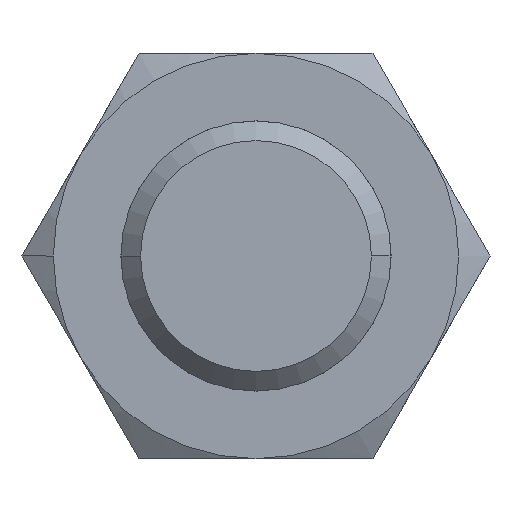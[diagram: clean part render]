
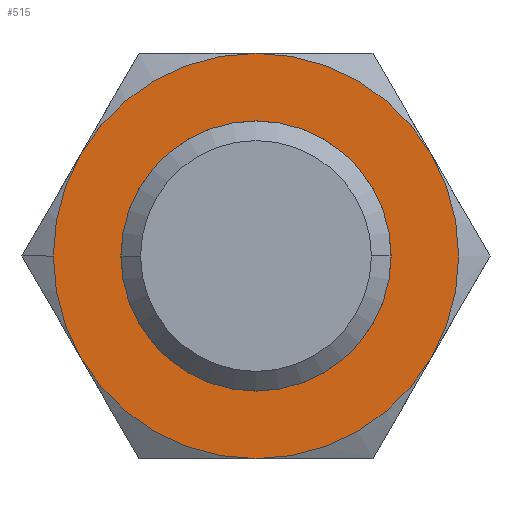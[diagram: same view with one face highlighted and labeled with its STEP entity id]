
A CAD part, front view. The second image highlights one B-rep face of the part: STEP entity #515.
In plain terms, the highlighted planar face has unit normal (0, -1, 0).
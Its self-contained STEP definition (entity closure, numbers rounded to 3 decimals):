
#17 = CARTESIAN_POINT ( 'NONE',  ( 0., 0., 0. ) ) ;
#37 = EDGE_CURVE ( 'NONE', #395, #535, #409, .T. ) ;
#48 = CARTESIAN_POINT ( 'NONE',  ( 0., 0., 0. ) ) ;
#54 = FACE_OUTER_BOUND ( 'NONE', #168, .T. ) ;
#59 = AXIS2_PLACEMENT_3D ( 'NONE', #169, #599, #459 ) ;
#60 = CARTESIAN_POINT ( 'NONE',  ( 0., 0., 0. ) ) ;
#72 = CARTESIAN_POINT ( 'NONE',  ( 0., 0., 0. ) ) ;
#80 = VERTEX_POINT ( 'NONE', #417 ) ;
#86 = ORIENTED_EDGE ( 'NONE', *, *, #934, .F. ) ;
#104 = CARTESIAN_POINT ( 'NONE',  ( 7.794, 0., 4.5 ) ) ;
#108 = AXIS2_PLACEMENT_3D ( 'NONE', #72, #785, #129 ) ;
#122 = VERTEX_POINT ( 'NONE', #263 ) ;
#129 = DIRECTION ( 'NONE',  ( -1., 0., 0. ) ) ;
#132 = ORIENTED_EDGE ( 'NONE', *, *, #201, .F. ) ;
#143 = PLANE ( 'NONE',  #167 ) ;
#147 = DIRECTION ( 'NONE',  ( -1., 0., 0. ) ) ;
#167 = AXIS2_PLACEMENT_3D ( 'NONE', #283, #649, #726 ) ;
#168 = EDGE_LOOP ( 'NONE', ( #86, #793, #132, #601, #257, #867, #635 ) ) ;
#169 = CARTESIAN_POINT ( 'NONE',  ( 0., 0., 0. ) ) ;
#196 = CIRCLE ( 'NONE', #682, 9. ) ;
#201 = EDGE_CURVE ( 'NONE', #122, #274, #196, .T. ) ;
#204 = DIRECTION ( 'NONE',  ( 0., 1., 0. ) ) ;
#211 = AXIS2_PLACEMENT_3D ( 'NONE', #747, #743, #311 ) ;
#240 = CIRCLE ( 'NONE', #781, 9. ) ;
#242 = CARTESIAN_POINT ( 'NONE',  ( -6., 0., 0. ) ) ;
#253 = CARTESIAN_POINT ( 'NONE',  ( 6., 0., 0. ) ) ;
#257 = ORIENTED_EDGE ( 'NONE', *, *, #849, .F. ) ;
#258 = CIRCLE ( 'NONE', #873, 6. ) ;
#263 = CARTESIAN_POINT ( 'NONE',  ( -7.794, 0., -4.5 ) ) ;
#274 = VERTEX_POINT ( 'NONE', #310 ) ;
#283 = CARTESIAN_POINT ( 'NONE',  ( 9., 0., 0. ) ) ;
#296 = DIRECTION ( 'NONE',  ( -1., 0., 0. ) ) ;
#298 = AXIS2_PLACEMENT_3D ( 'NONE', #357, #584, #938 ) ;
#303 = DIRECTION ( 'NONE',  ( 0., 1., 0. ) ) ;
#310 = CARTESIAN_POINT ( 'NONE',  ( -9., 0., 0. ) ) ;
#311 = DIRECTION ( 'NONE',  ( -1., 0., 0. ) ) ;
#321 = CARTESIAN_POINT ( 'NONE',  ( 0., 0., -9. ) ) ;
#349 = AXIS2_PLACEMENT_3D ( 'NONE', #839, #303, #464 ) ;
#357 = CARTESIAN_POINT ( 'NONE',  ( 0., 0., 0. ) ) ;
#361 = VERTEX_POINT ( 'NONE', #321 ) ;
#363 = CIRCLE ( 'NONE', #567, 9. ) ;
#381 = CIRCLE ( 'NONE', #59, 9. ) ;
#395 = VERTEX_POINT ( 'NONE', #104 ) ;
#409 = CIRCLE ( 'NONE', #211, 9. ) ;
#417 = CARTESIAN_POINT ( 'NONE',  ( -7.794, 0., 4.5 ) ) ;
#426 = CIRCLE ( 'NONE', #108, 6. ) ;
#437 = DIRECTION ( 'NONE',  ( 0., 1., 0. ) ) ;
#459 = DIRECTION ( 'NONE',  ( -1., 0., 0. ) ) ;
#464 = DIRECTION ( 'NONE',  ( -1., 0., 0. ) ) ;
#471 = DIRECTION ( 'NONE',  ( -1., 0., 0. ) ) ;
#472 = ORIENTED_EDGE ( 'NONE', *, *, #646, .T. ) ;
#478 = CARTESIAN_POINT ( 'NONE',  ( 0., 0., 9. ) ) ;
#481 = VERTEX_POINT ( 'NONE', #478 ) ;
#490 = ORIENTED_EDGE ( 'NONE', *, *, #739, .T. ) ;
#495 = CARTESIAN_POINT ( 'NONE',  ( 7.794, 0., -4.5 ) ) ;
#515 = ADVANCED_FACE ( 'NONE', ( #54, #798 ), #143, .F. ) ;
#535 = VERTEX_POINT ( 'NONE', #495 ) ;
#567 = AXIS2_PLACEMENT_3D ( 'NONE', #17, #437, #296 ) ;
#568 = EDGE_CURVE ( 'NONE', #274, #80, #783, .T. ) ;
#584 = DIRECTION ( 'NONE',  ( 0., 1., 0. ) ) ;
#591 = CARTESIAN_POINT ( 'NONE',  ( 0., 0., 0. ) ) ;
#599 = DIRECTION ( 'NONE',  ( 0., 1., 0. ) ) ;
#601 = ORIENTED_EDGE ( 'NONE', *, *, #816, .F. ) ;
#633 = DIRECTION ( 'NONE',  ( -1., 0., 0. ) ) ;
#635 = ORIENTED_EDGE ( 'NONE', *, *, #944, .F. ) ;
#646 = EDGE_CURVE ( 'NONE', #801, #858, #426, .T. ) ;
#649 = DIRECTION ( 'NONE',  ( 0., 1., 0. ) ) ;
#682 = AXIS2_PLACEMENT_3D ( 'NONE', #48, #204, #471 ) ;
#726 = DIRECTION ( 'NONE',  ( -1., 0., 0. ) ) ;
#739 = EDGE_CURVE ( 'NONE', #858, #801, #258, .T. ) ;
#743 = DIRECTION ( 'NONE',  ( 0., 1., 0. ) ) ;
#747 = CARTESIAN_POINT ( 'NONE',  ( 0., 0., 0. ) ) ;
#781 = AXIS2_PLACEMENT_3D ( 'NONE', #591, #799, #147 ) ;
#783 = CIRCLE ( 'NONE', #298, 9. ) ;
#785 = DIRECTION ( 'NONE',  ( 0., 1., 0. ) ) ;
#793 = ORIENTED_EDGE ( 'NONE', *, *, #568, .F. ) ;
#798 = FACE_BOUND ( 'NONE', #933, .T. ) ;
#799 = DIRECTION ( 'NONE',  ( 0., 1., 0. ) ) ;
#801 = VERTEX_POINT ( 'NONE', #253 ) ;
#804 = DIRECTION ( 'NONE',  ( 0., 1., 0. ) ) ;
#816 = EDGE_CURVE ( 'NONE', #361, #122, #381, .T. ) ;
#839 = CARTESIAN_POINT ( 'NONE',  ( 0., 0., 0. ) ) ;
#849 = EDGE_CURVE ( 'NONE', #535, #361, #920, .T. ) ;
#858 = VERTEX_POINT ( 'NONE', #242 ) ;
#867 = ORIENTED_EDGE ( 'NONE', *, *, #37, .F. ) ;
#873 = AXIS2_PLACEMENT_3D ( 'NONE', #60, #804, #633 ) ;
#920 = CIRCLE ( 'NONE', #349, 9. ) ;
#933 = EDGE_LOOP ( 'NONE', ( #490, #472 ) ) ;
#934 = EDGE_CURVE ( 'NONE', #80, #481, #240, .T. ) ;
#938 = DIRECTION ( 'NONE',  ( -1., 0., 0. ) ) ;
#944 = EDGE_CURVE ( 'NONE', #481, #395, #363, .T. ) ;
